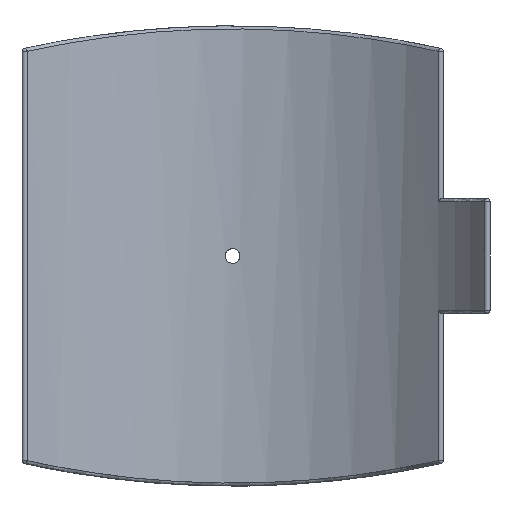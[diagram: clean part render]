
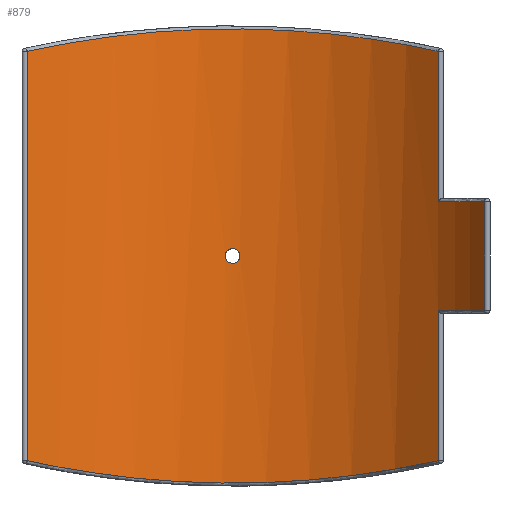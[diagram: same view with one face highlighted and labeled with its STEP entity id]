
A CAD part, front view. The second image highlights one B-rep face of the part: STEP entity #879.
In plain terms, the highlighted cylindrical face has radius 200 mm (diameter 400 mm), a partial arc.
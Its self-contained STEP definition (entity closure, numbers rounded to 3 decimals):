
#37=LINE('',#1971,#67);
#41=LINE('',#2066,#71);
#48=LINE('',#2103,#78);
#53=LINE('',#2226,#83);
#67=VECTOR('',#1194,71.);
#71=VECTOR('',#1210,97.892);
#78=VECTOR('',#1233,266.784);
#83=VECTOR('',#1258,97.892);
#101=B_SPLINE_CURVE_WITH_KNOTS('',3,(#1659,#1660,#1661,#1662,#1663,#1664,
#1665,#1666,#1667,#1668,#1669,#1670,#1671,#1672,#1673,#1674,#1675,#1676,
#1677,#1678,#1679,#1680,#1681,#1682,#1683,#1684,#1685,#1686,#1687,#1688,
#1689,#1690,#1691,#1692),.UNSPECIFIED.,.T.,.F.,(4,2,2,2,2,2,2,2,2,2,2,2,
2,2,2,2,4),(0.,0.181,0.362,0.542,0.723,
0.904,1.085,1.266,1.447,1.627,
1.808,1.989,2.17,2.351,2.531,
2.712,2.893),.UNSPECIFIED.);
#106=B_SPLINE_CURVE_WITH_KNOTS('',3,(#2042,#2043,#2044,#2045,#2046,#2047,
#2048,#2049,#2050,#2051),.UNSPECIFIED.,.F.,.F.,(4,1,1,1,1,1,1,4),(-35.445,
-31.185,-26.926,-22.666,-18.407,
-14.148,-9.888,-5.629),.UNSPECIFIED.);
#112=B_SPLINE_CURVE_WITH_KNOTS('',3,(#2196,#2197,#2198,#2199,#2200,#2201,
#2202,#2203,#2204,#2205),.UNSPECIFIED.,.F.,.F.,(4,1,1,1,1,1,1,4),(-33.55,
-29.29,-25.031,-20.772,-16.512,
-12.253,-7.993,-3.734),.UNSPECIFIED.);
#141=CYLINDRICAL_SURFACE('',#1005,200.);
#178=FACE_BOUND('',#331,.T.);
#242=FACE_OUTER_BOUND('',#330,.T.);
#330=EDGE_LOOP('',(#791,#792,#793,#794,#795,#796,#797,#798));
#331=EDGE_LOOP('',(#799));
#390=CIRCLE('',#980,200.);
#393=CIRCLE('',#988,200.);
#416=VERTEX_POINT('',#1658);
#433=VERTEX_POINT('',#1784);
#438=VERTEX_POINT('',#1860);
#447=VERTEX_POINT('',#1886);
#448=VERTEX_POINT('',#1890);
#453=VERTEX_POINT('',#1963);
#458=VERTEX_POINT('',#1979);
#460=VERTEX_POINT('',#2065);
#464=VERTEX_POINT('',#2107);
#488=EDGE_CURVE('',#416,#416,#101,.T.);
#540=EDGE_CURVE('',#453,#447,#37,.T.);
#546=EDGE_CURVE('',#448,#458,#106,.T.);
#549=EDGE_CURVE('',#458,#460,#41,.T.);
#552=EDGE_CURVE('',#460,#453,#390,.T.);
#561=EDGE_CURVE('',#438,#448,#48,.T.);
#563=EDGE_CURVE('',#447,#464,#393,.T.);
#571=EDGE_CURVE('',#433,#438,#112,.T.);
#575=EDGE_CURVE('',#464,#433,#53,.T.);
#791=ORIENTED_EDGE('',*,*,#546,.F.);
#792=ORIENTED_EDGE('',*,*,#561,.F.);
#793=ORIENTED_EDGE('',*,*,#571,.F.);
#794=ORIENTED_EDGE('',*,*,#575,.F.);
#795=ORIENTED_EDGE('',*,*,#563,.F.);
#796=ORIENTED_EDGE('',*,*,#540,.F.);
#797=ORIENTED_EDGE('',*,*,#552,.F.);
#798=ORIENTED_EDGE('',*,*,#549,.F.);
#799=ORIENTED_EDGE('',*,*,#488,.T.);
#879=ADVANCED_FACE('',(#242,#178),#141,.F.);
#980=AXIS2_PLACEMENT_3D('',#2082,#1215,#1216);
#988=AXIS2_PLACEMENT_3D('',#2108,#1238,#1239);
#1005=AXIS2_PLACEMENT_3D('',#2242,#1282,#1283);
#1194=DIRECTION('',(0.,0.,-1.));
#1210=DIRECTION('',(0.,0.,-1.));
#1215=DIRECTION('center_axis',(0.,0.,-1.));
#1216=DIRECTION('ref_axis',(0.768,0.64,0.));
#1233=DIRECTION('',(0.,0.,1.));
#1238=DIRECTION('center_axis',(0.,0.,1.));
#1239=DIRECTION('ref_axis',(0.768,0.64,0.));
#1258=DIRECTION('',(0.,0.,-1.));
#1282=DIRECTION('center_axis',(0.,0.,1.));
#1283=DIRECTION('ref_axis',(-1.,0.,0.));
#1658=CARTESIAN_POINT('',(4.8,199.942,0.));
#1659=CARTESIAN_POINT('Ctrl Pts',(4.8,199.942,0.));
#1660=CARTESIAN_POINT('Ctrl Pts',(4.8,199.942,-0.603));
#1661=CARTESIAN_POINT('Ctrl Pts',(4.68,199.945,-1.246));
#1662=CARTESIAN_POINT('Ctrl Pts',(4.19,199.956,-2.428));
#1663=CARTESIAN_POINT('Ctrl Pts',(3.82,199.964,-2.968));
#1664=CARTESIAN_POINT('Ctrl Pts',(2.968,199.978,-3.82));
#1665=CARTESIAN_POINT('Ctrl Pts',(2.428,199.986,-4.19));
#1666=CARTESIAN_POINT('Ctrl Pts',(1.246,199.997,-4.68));
#1667=CARTESIAN_POINT('Ctrl Pts',(0.603,200.,-4.8));
#1668=CARTESIAN_POINT('Ctrl Pts',(-0.603,200.,-4.8));
#1669=CARTESIAN_POINT('Ctrl Pts',(-1.246,199.997,-4.68));
#1670=CARTESIAN_POINT('Ctrl Pts',(-2.428,199.986,-4.19));
#1671=CARTESIAN_POINT('Ctrl Pts',(-2.968,199.978,-3.82));
#1672=CARTESIAN_POINT('Ctrl Pts',(-3.82,199.964,-2.968));
#1673=CARTESIAN_POINT('Ctrl Pts',(-4.19,199.956,-2.428));
#1674=CARTESIAN_POINT('Ctrl Pts',(-4.68,199.945,-1.246));
#1675=CARTESIAN_POINT('Ctrl Pts',(-4.8,199.942,-0.603));
#1676=CARTESIAN_POINT('Ctrl Pts',(-4.8,199.942,0.603));
#1677=CARTESIAN_POINT('Ctrl Pts',(-4.68,199.945,1.246));
#1678=CARTESIAN_POINT('Ctrl Pts',(-4.19,199.956,2.428));
#1679=CARTESIAN_POINT('Ctrl Pts',(-3.82,199.964,2.968));
#1680=CARTESIAN_POINT('Ctrl Pts',(-2.968,199.978,3.82));
#1681=CARTESIAN_POINT('Ctrl Pts',(-2.428,199.986,4.19));
#1682=CARTESIAN_POINT('Ctrl Pts',(-1.246,199.997,4.68));
#1683=CARTESIAN_POINT('Ctrl Pts',(-0.603,200.,4.8));
#1684=CARTESIAN_POINT('Ctrl Pts',(0.603,200.,4.8));
#1685=CARTESIAN_POINT('Ctrl Pts',(1.246,199.997,4.68));
#1686=CARTESIAN_POINT('Ctrl Pts',(2.428,199.986,4.19));
#1687=CARTESIAN_POINT('Ctrl Pts',(2.968,199.978,3.82));
#1688=CARTESIAN_POINT('Ctrl Pts',(3.82,199.964,2.968));
#1689=CARTESIAN_POINT('Ctrl Pts',(4.19,199.956,2.428));
#1690=CARTESIAN_POINT('Ctrl Pts',(4.68,199.945,1.246));
#1691=CARTESIAN_POINT('Ctrl Pts',(4.8,199.942,0.603));
#1692=CARTESIAN_POINT('Ctrl Pts',(4.8,199.942,0.));
#1784=CARTESIAN_POINT('',(133.911,148.553,-133.392));
#1860=CARTESIAN_POINT('',(-133.911,148.553,-133.392));
#1886=CARTESIAN_POINT('',(164.109,114.317,-35.5));
#1890=CARTESIAN_POINT('',(-133.911,148.553,133.392));
#1963=CARTESIAN_POINT('',(164.109,114.317,35.5));
#1971=CARTESIAN_POINT('',(164.109,114.317,0.));
#1979=CARTESIAN_POINT('',(133.911,148.553,133.392));
#2042=CARTESIAN_POINT('Ctrl Pts',(-133.911,148.553,133.392));
#2043=CARTESIAN_POINT('Ctrl Pts',(-123.605,157.843,135.667));
#2044=CARTESIAN_POINT('Ctrl Pts',(-101.036,174.29,140.094));
#2045=CARTESIAN_POINT('Ctrl Pts',(-62.615,191.5,145.276));
#2046=CARTESIAN_POINT('Ctrl Pts',(-21.216,200.368,148.117));
#2047=CARTESIAN_POINT('Ctrl Pts',(21.216,200.37,148.118));
#2048=CARTESIAN_POINT('Ctrl Pts',(62.615,191.499,145.275));
#2049=CARTESIAN_POINT('Ctrl Pts',(101.036,174.291,140.095));
#2050=CARTESIAN_POINT('Ctrl Pts',(123.605,157.843,135.667));
#2051=CARTESIAN_POINT('Ctrl Pts',(133.911,148.553,133.392));
#2065=CARTESIAN_POINT('',(133.911,148.553,35.5));
#2066=CARTESIAN_POINT('',(133.911,148.553,0.));
#2082=CARTESIAN_POINT('Origin',(0.,0.,35.5));
#2103=CARTESIAN_POINT('',(-133.911,148.553,0.));
#2107=CARTESIAN_POINT('',(133.911,148.553,-35.5));
#2108=CARTESIAN_POINT('Origin',(0.,0.,-35.5));
#2196=CARTESIAN_POINT('Ctrl Pts',(133.911,148.553,-133.392));
#2197=CARTESIAN_POINT('Ctrl Pts',(123.605,157.843,-135.667));
#2198=CARTESIAN_POINT('Ctrl Pts',(101.036,174.29,-140.094));
#2199=CARTESIAN_POINT('Ctrl Pts',(62.615,191.5,-145.276));
#2200=CARTESIAN_POINT('Ctrl Pts',(21.216,200.368,-148.117));
#2201=CARTESIAN_POINT('Ctrl Pts',(-21.216,200.37,-148.118));
#2202=CARTESIAN_POINT('Ctrl Pts',(-62.614,191.499,-145.275));
#2203=CARTESIAN_POINT('Ctrl Pts',(-101.037,174.29,-140.095));
#2204=CARTESIAN_POINT('Ctrl Pts',(-123.605,157.843,-135.667));
#2205=CARTESIAN_POINT('Ctrl Pts',(-133.911,148.553,-133.392));
#2226=CARTESIAN_POINT('',(133.911,148.553,0.));
#2242=CARTESIAN_POINT('Origin',(0.,0.,0.));
